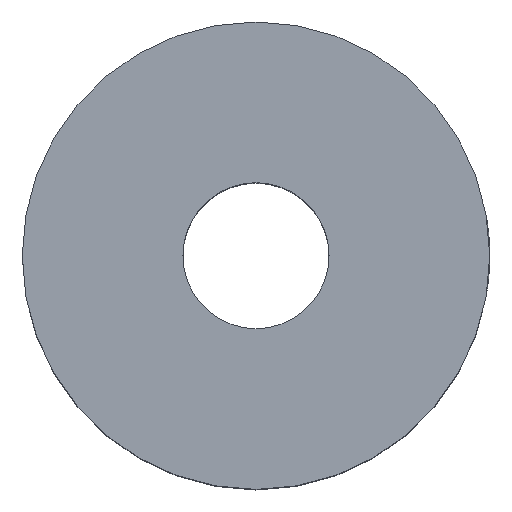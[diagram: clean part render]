
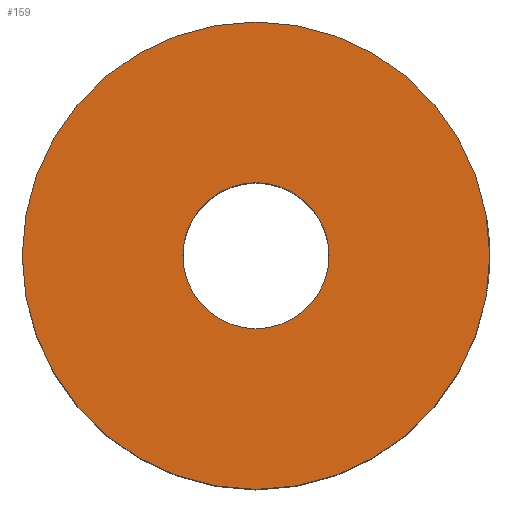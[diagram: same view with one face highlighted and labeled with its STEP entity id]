
A CAD part, top view. The second image highlights one B-rep face of the part: STEP entity #159.
In plain terms, the highlighted planar face has unit normal (0, 0, 1).
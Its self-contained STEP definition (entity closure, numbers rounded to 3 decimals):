
#16=FACE_BOUND('',#46,.T.);
#20=PLANE('',#187);
#23=CIRCLE('',#180,2.5);
#27=CIRCLE('',#186,8.);
#35=FACE_OUTER_BOUND('',#45,.T.);
#45=EDGE_LOOP('',(#136));
#46=EDGE_LOOP('',(#137));
#79=VERTEX_POINT('',#325);
#83=VERTEX_POINT('',#337);
#94=EDGE_CURVE('',#79,#79,#23,.T.);
#100=EDGE_CURVE('',#83,#83,#27,.T.);
#136=ORIENTED_EDGE('',*,*,#100,.T.);
#137=ORIENTED_EDGE('',*,*,#94,.T.);
#159=ADVANCED_FACE('',(#35,#16),#20,.T.);
#180=AXIS2_PLACEMENT_3D('',#326,#202,#203);
#186=AXIS2_PLACEMENT_3D('',#338,#216,#217);
#187=AXIS2_PLACEMENT_3D('',#341,#220,#221);
#202=DIRECTION('center_axis',(0.,0.,-1.));
#203=DIRECTION('ref_axis',(-1.,0.,0.));
#216=DIRECTION('center_axis',(0.,0.,1.));
#217=DIRECTION('ref_axis',(-1.,0.,0.));
#220=DIRECTION('center_axis',(0.,0.,1.));
#221=DIRECTION('ref_axis',(-1.,0.,0.));
#325=CARTESIAN_POINT('',(2.5,0.,11.));
#326=CARTESIAN_POINT('Origin',(0.,0.,11.));
#337=CARTESIAN_POINT('',(8.,0.,11.));
#338=CARTESIAN_POINT('Origin',(0.,0.,11.));
#341=CARTESIAN_POINT('Origin',(0.,0.,11.));
